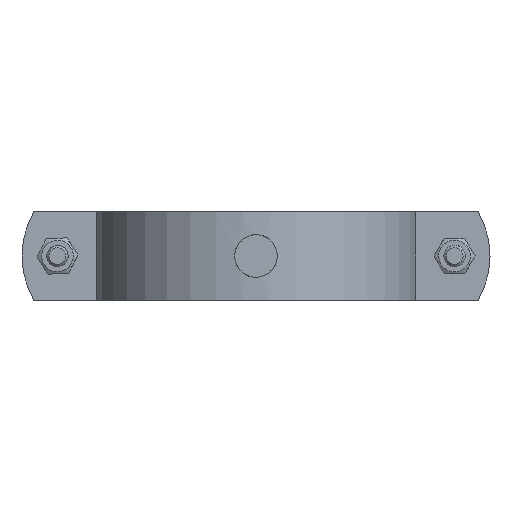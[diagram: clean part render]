
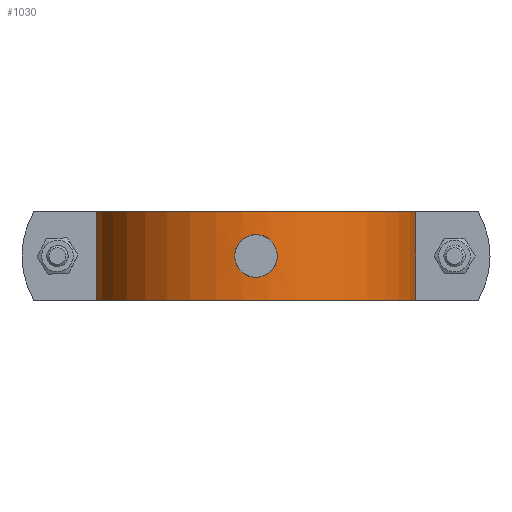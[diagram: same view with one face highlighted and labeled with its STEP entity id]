
A CAD part, front view. The second image highlights one B-rep face of the part: STEP entity #1030.
In plain terms, the highlighted cylindrical face has radius 45.5 mm (diameter 91 mm), a partial arc.
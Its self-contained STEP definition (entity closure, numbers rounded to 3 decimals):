
#588=CARTESIAN_POINT('',(6.,45.103,0.0));
#589=VERTEX_POINT('',#588);
#590=CARTESIAN_POINT('',(6.,45.103,0.0));
#591=CARTESIAN_POINT('',(6.,45.103,0.636));
#592=CARTESIAN_POINT('',(5.894,45.117,1.308));
#593=CARTESIAN_POINT('',(5.676,45.145,1.946));
#594=CARTESIAN_POINT('',(5.523,45.164,2.391));
#595=CARTESIAN_POINT('',(5.317,45.189,2.819));
#596=CARTESIAN_POINT('',(5.067,45.217,3.213));
#597=CARTESIAN_POINT('',(4.883,45.238,3.503));
#598=CARTESIAN_POINT('',(4.676,45.26,3.774));
#599=CARTESIAN_POINT('',(4.454,45.282,4.021));
#600=CARTESIAN_POINT('',(4.275,45.299,4.218));
#601=CARTESIAN_POINT('',(4.088,45.316,4.4));
#602=CARTESIAN_POINT('',(3.884,45.334,4.573));
#603=CARTESIAN_POINT('',(3.377,45.377,5.004));
#604=CARTESIAN_POINT('',(2.774,45.42,5.365));
#605=CARTESIAN_POINT('',(2.13,45.45,5.609));
#606=CARTESIAN_POINT('',(1.627,45.474,5.8));
#607=CARTESIAN_POINT('',(1.099,45.49,5.922));
#608=CARTESIAN_POINT('',(0.58,45.496,5.972));
#609=CARTESIAN_POINT('',(0.207,45.501,6.008));
#610=CARTESIAN_POINT('',(-0.154,45.501,6.01));
#611=CARTESIAN_POINT('',(-0.526,45.497,5.977));
#612=CARTESIAN_POINT('',(-1.183,45.489,5.919));
#613=CARTESIAN_POINT('',(-1.856,45.466,5.746));
#614=CARTESIAN_POINT('',(-2.477,45.433,5.465));
#615=CARTESIAN_POINT('',(-3.088,45.399,5.188));
#616=CARTESIAN_POINT('',(-3.648,45.356,4.806));
#617=CARTESIAN_POINT('',(-4.112,45.314,4.369));
#618=CARTESIAN_POINT('',(-4.271,45.299,4.219));
#619=CARTESIAN_POINT('',(-4.42,45.285,4.063));
#620=CARTESIAN_POINT('',(-4.564,45.27,3.895));
#621=CARTESIAN_POINT('',(-4.993,45.227,3.392));
#622=CARTESIAN_POINT('',(-5.353,45.185,2.795));
#623=CARTESIAN_POINT('',(-5.599,45.154,2.156));
#624=CARTESIAN_POINT('',(-5.788,45.131,1.667));
#625=CARTESIAN_POINT('',(-5.91,45.115,1.152));
#626=CARTESIAN_POINT('',(-5.965,45.107,0.645));
#627=CARTESIAN_POINT('',(-5.993,45.104,0.388));
#628=CARTESIAN_POINT('',(-6.004,45.102,0.135));
#629=CARTESIAN_POINT('',(-5.999,45.103,-0.117));
#630=CARTESIAN_POINT('',(-5.986,45.104,-0.758));
#631=CARTESIAN_POINT('',(-5.866,45.121,-1.431));
#632=CARTESIAN_POINT('',(-5.633,45.15,-2.065));
#633=CARTESIAN_POINT('',(-5.398,45.179,-2.706));
#634=CARTESIAN_POINT('',(-5.049,45.221,-3.309));
#635=CARTESIAN_POINT('',(-4.628,45.264,-3.819));
#636=CARTESIAN_POINT('',(-4.393,45.288,-4.104));
#637=CARTESIAN_POINT('',(-4.142,45.312,-4.357));
#638=CARTESIAN_POINT('',(-3.86,45.336,-4.594));
#639=CARTESIAN_POINT('',(-3.355,45.379,-5.018));
#640=CARTESIAN_POINT('',(-2.757,45.421,-5.373));
#641=CARTESIAN_POINT('',(-2.119,45.451,-5.614));
#642=CARTESIAN_POINT('',(-1.576,45.476,-5.818));
#643=CARTESIAN_POINT('',(-1.004,45.492,-5.942));
#644=CARTESIAN_POINT('',(-0.447,45.498,-5.983));
#645=CARTESIAN_POINT('',(-0.124,45.501,-6.007));
#646=CARTESIAN_POINT('',(0.191,45.501,-6.006));
#647=CARTESIAN_POINT('',(0.514,45.497,-5.978));
#648=CARTESIAN_POINT('',(1.168,45.49,-5.922));
#649=CARTESIAN_POINT('',(1.838,45.467,-5.752));
#650=CARTESIAN_POINT('',(2.457,45.434,-5.474));
#651=CARTESIAN_POINT('',(2.841,45.413,-5.301));
#652=CARTESIAN_POINT('',(3.206,45.388,-5.088));
#653=CARTESIAN_POINT('',(3.54,45.362,-4.845));
#654=CARTESIAN_POINT('',(3.79,45.343,-4.662));
#655=CARTESIAN_POINT('',(4.023,45.322,-4.462));
#656=CARTESIAN_POINT('',(4.234,45.303,-4.252));
#657=CARTESIAN_POINT('',(4.404,45.287,-4.082));
#658=CARTESIAN_POINT('',(4.568,45.27,-3.898));
#659=CARTESIAN_POINT('',(4.722,45.254,-3.702));
#660=CARTESIAN_POINT('',(5.131,45.212,-3.18));
#661=CARTESIAN_POINT('',(5.465,45.171,-2.569));
#662=CARTESIAN_POINT('',(5.683,45.144,-1.924));
#663=CARTESIAN_POINT('',(5.897,45.117,-1.293));
#664=CARTESIAN_POINT('',(6.,45.103,-0.629));
#665=CARTESIAN_POINT('',(6.,45.103,0.));
#666=B_SPLINE_CURVE_WITH_KNOTS('',3,(#590,#591,#592,#593,#594,#595,#596,#597,#598,#599,#600,#601,#602,#603,#604,#605,#606,#607,#608,#609,#610,#611,#612,#613,#614,#615,#616,#617,#618,#619,#620,#621,#622,#623,#624,#625,#626,#627,#628,#629,#630,#631,#632,#633,#634,#635,#636,#637,#638,#639,#640,#641,#642,#643,#644,#645,#646,#647,#648,#649,#650,#651,#652,#653,#654,#655,#656,#657,#658,#659,#660,#661,#662,#663,#664,#665),.UNSPECIFIED.,.T.,.U.,(4,3,3,3,3,3,3,3,3,3,3,3,3,3,3,3,3,3,3,3,3,3,3,3,3,4),(0.0,0.191,0.324,0.422,0.501,0.696,0.848,0.957,1.15,1.34,1.405,1.598,1.747,1.822,2.013,2.206,2.314,2.507,2.671,2.766,2.958,3.077,3.167,3.239,3.432,3.621),.UNSPECIFIED.);
#667=EDGE_CURVE('',#589,#589,#666,.T.);
#848=CARTESIAN_POINT('',(45.033,6.5,12.5));
#849=VERTEX_POINT('',#848);
#856=CARTESIAN_POINT('',(-45.033,6.5,12.5));
#857=VERTEX_POINT('',#856);
#858=CARTESIAN_POINT('',(0.0,0.0,12.5));
#859=DIRECTION('',(0.0,0.0,-1.));
#860=DIRECTION('',(-0.99,-0.143,0.0));
#861=AXIS2_PLACEMENT_3D('',#858,#859,#860);
#862=CIRCLE('',#861,45.5);
#863=EDGE_CURVE('',#857,#849,#862,.T.);
#903=CARTESIAN_POINT('',(45.033,6.5,-12.5));
#904=VERTEX_POINT('',#903);
#911=CARTESIAN_POINT('',(45.033,6.5,12.5));
#912=DIRECTION('',(0.0,0.0,-1.0));
#913=VECTOR('',#912,25.0);
#914=LINE('',#911,#913);
#915=EDGE_CURVE('',#849,#904,#914,.T.);
#992=CARTESIAN_POINT('',(-45.033,6.5,-12.5));
#993=VERTEX_POINT('',#992);
#1000=CARTESIAN_POINT('',(0.0,0.0,-12.5));
#1001=DIRECTION('',(0.0,0.0,1.));
#1002=DIRECTION('',(-0.99,-0.143,0.0));
#1003=AXIS2_PLACEMENT_3D('',#1000,#1001,#1002);
#1004=CIRCLE('',#1003,45.5);
#1005=EDGE_CURVE('',#904,#993,#1004,.T.);
#1011=CARTESIAN_POINT('',(0.0,0.0,0.0));
#1012=DIRECTION('',(0.0,0.0,1.0));
#1013=DIRECTION('',(-0.99,-0.143,0.0));
#1014=AXIS2_PLACEMENT_3D('',#1011,#1012,#1013);
#1015=CYLINDRICAL_SURFACE('',#1014,45.5);
#1016=ORIENTED_EDGE('',*,*,#863,.T.);
#1017=ORIENTED_EDGE('',*,*,#915,.T.);
#1018=ORIENTED_EDGE('',*,*,#1005,.T.);
#1019=CARTESIAN_POINT('',(-45.033,6.5,12.5));
#1020=DIRECTION('',(0.0,0.0,-1.0));
#1021=VECTOR('',#1020,25.0);
#1022=LINE('',#1019,#1021);
#1023=EDGE_CURVE('',#857,#993,#1022,.T.);
#1024=ORIENTED_EDGE('',*,*,#1023,.F.);
#1025=EDGE_LOOP('',(#1016,#1017,#1018,#1024));
#1026=FACE_OUTER_BOUND('',#1025,.T.);
#1027=ORIENTED_EDGE('',*,*,#667,.T.);
#1028=EDGE_LOOP('',(#1027));
#1029=FACE_BOUND('',#1028,.T.);
#1030=ADVANCED_FACE('',(#1026,#1029),#1015,.T.);
